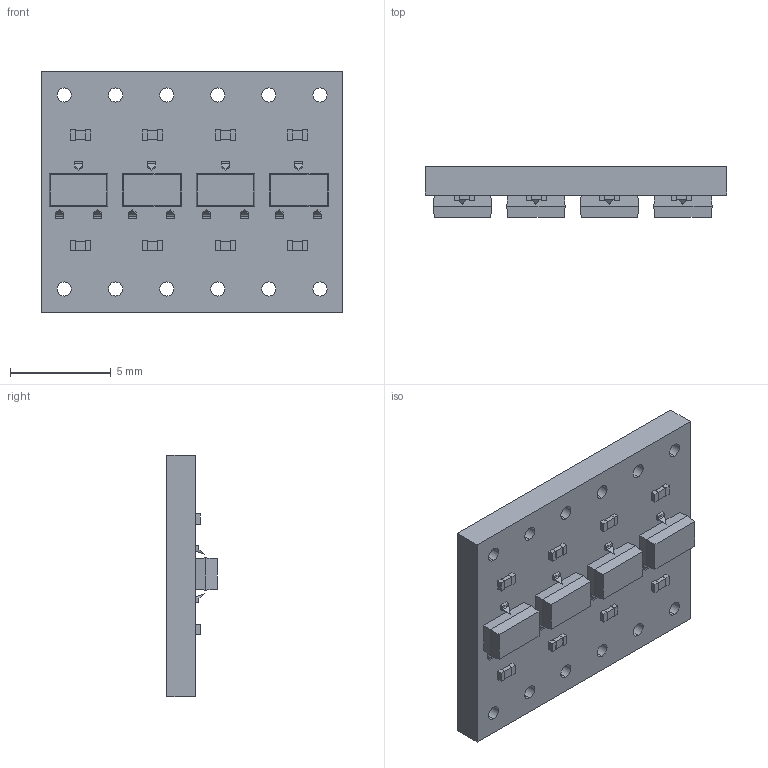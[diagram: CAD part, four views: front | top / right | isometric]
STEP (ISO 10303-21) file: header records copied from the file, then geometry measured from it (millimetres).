
FILE_DESCRIPTION (( 'STEP AP214' ), '1' );
FILE_NAME ('ConversorTTL_No_Header.STEP', '2021-12-27T05:11:53', ( '' ), ( '' ), 'SwSTEP 2.0', 'SolidWorks 2014', '' );
FILE_SCHEMA (( 'AUTOMOTIVE_DESIGN' ));
Length unit declared in the file: millimetre
Products named in the file (4): PCB_Conversor; d0402h025; ConversorTTL_No_Header; transistor SOT233
Assembly tree (13 placements, depth 2):
  ConversorTTL_No_Header
    PCB_Conversor
    transistor SOT233  x4
    d0402h025  x8
Bounding box: 15 x 2.49 x 12 mm (x, y, z)
Volume: 266.2 mm3; surface area: 557.2 mm2
Topology: 25 solids, 25 shells, 306 faces, 692 edges, 452 vertices
Faces by surface type: plane 258, cylinder 48
Entity records: 3310 total; most frequent: DIRECTION 458, CARTESIAN_POINT 430, ORIENTED_EDGE 400, EDGE_CURVE 200, AXIS2_PLACEMENT_3D 159, LINE 140, VECTOR 140, VERTEX_POINT 131
